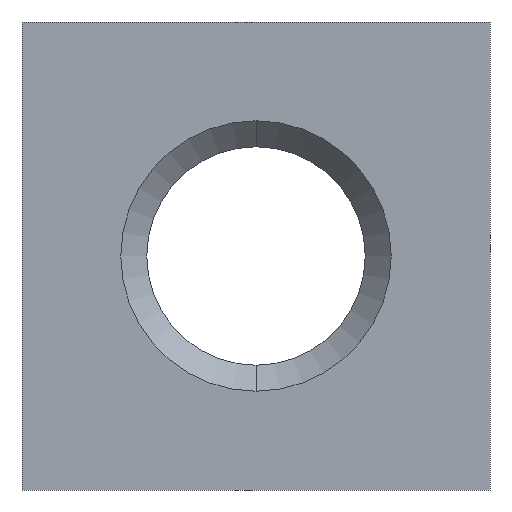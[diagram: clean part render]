
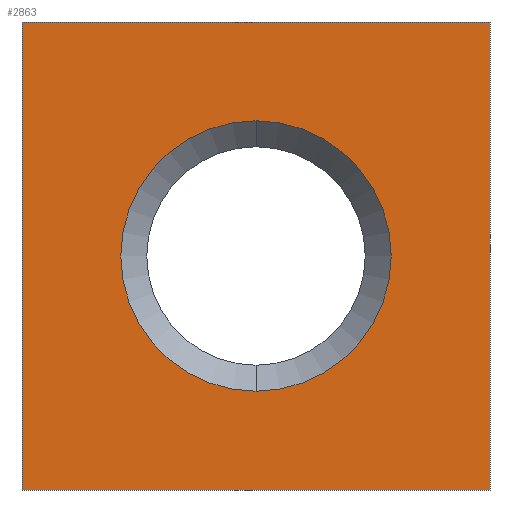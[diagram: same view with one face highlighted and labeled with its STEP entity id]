
A CAD part, front view. The second image highlights one B-rep face of the part: STEP entity #2863.
In plain terms, the highlighted planar face has unit normal (0, -1, 0).
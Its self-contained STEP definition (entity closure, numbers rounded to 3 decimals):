
#198 = CARTESIAN_POINT ( 'NONE',  ( -4.5, 0., 4.5 ) ) ;
#274 = CARTESIAN_POINT ( 'NONE',  ( 0., 0., 2.6 ) ) ;
#421 = AXIS2_PLACEMENT_3D ( 'NONE', #457, #1541, #1540 ) ;
#430 = CIRCLE ( 'NONE', #421, 2.6 ) ;
#432 = VECTOR ( 'NONE', #461, 1000. ) ;
#433 = VECTOR ( 'NONE', #1544, 1000. ) ;
#442 = VECTOR ( 'NONE', #459, 1000. ) ;
#448 = VECTOR ( 'NONE', #1557, 1000. ) ;
#457 = CARTESIAN_POINT ( 'NONE',  ( 0., 0., 0. ) ) ;
#459 = DIRECTION ( 'NONE',  ( 0., 0., -1. ) ) ;
#461 = DIRECTION ( 'NONE',  ( -1., 0., 0. ) ) ;
#462 = CARTESIAN_POINT ( 'NONE',  ( -4.5, 0., -4.5 ) ) ;
#463 = LINE ( 'NONE', #462, #432 ) ;
#467 = LINE ( 'NONE', #1558, #448 ) ;
#488 = DIRECTION ( 'NONE',  ( 0., 0., -1. ) ) ;
#491 = DIRECTION ( 'NONE',  ( 0., 1., 0. ) ) ;
#898 = CARTESIAN_POINT ( 'NONE',  ( 4.5, 0., 4.5 ) ) ;
#899 = CARTESIAN_POINT ( 'NONE',  ( -4.5, 0., -4.5 ) ) ;
#900 = CARTESIAN_POINT ( 'NONE',  ( 0., 0., -2.6 ) ) ;
#906 = CARTESIAN_POINT ( 'NONE',  ( 4.5, 0., -4.5 ) ) ;
#1108 = ORIENTED_EDGE ( 'NONE', *, *, #1983, .T. ) ;
#1109 = ORIENTED_EDGE ( 'NONE', *, *, #2006, .T. ) ;
#1111 = ORIENTED_EDGE ( 'NONE', *, *, #1998, .F. ) ;
#1112 = ORIENTED_EDGE ( 'NONE', *, *, #2005, .F. ) ;
#1113 = ORIENTED_EDGE ( 'NONE', *, *, #2003, .F. ) ;
#1114 = ORIENTED_EDGE ( 'NONE', *, *, #2001, .F. ) ;
#1201 = VERTEX_POINT ( 'NONE', #906 ) ;
#1206 = VERTEX_POINT ( 'NONE', #900 ) ;
#1207 = VERTEX_POINT ( 'NONE', #899 ) ;
#1208 = VERTEX_POINT ( 'NONE', #898 ) ;
#1255 = VERTEX_POINT ( 'NONE', #198 ) ;
#1282 = VERTEX_POINT ( 'NONE', #274 ) ;
#1407 = EDGE_LOOP ( 'NONE', ( #1108, #1109 ) ) ;
#1409 = EDGE_LOOP ( 'NONE', ( #1111, #1112, #1113, #1114 ) ) ;
#1540 = DIRECTION ( 'NONE',  ( 0., 0., -1. ) ) ;
#1541 = DIRECTION ( 'NONE',  ( 0., 1., 0. ) ) ;
#1544 = DIRECTION ( 'NONE',  ( 0., 0., 1. ) ) ;
#1546 = CARTESIAN_POINT ( 'NONE',  ( -4.5, 0., 4.5 ) ) ;
#1557 = DIRECTION ( 'NONE',  ( 1., 0., 0. ) ) ;
#1558 = CARTESIAN_POINT ( 'NONE',  ( -4.5, 0., 4.5 ) ) ;
#1559 = CARTESIAN_POINT ( 'NONE',  ( 0., 0., 0. ) ) ;
#1595 = CARTESIAN_POINT ( 'NONE',  ( 4.5, 0., 4.5 ) ) ;
#1596 = LINE ( 'NONE', #1546, #433 ) ;
#1597 = LINE ( 'NONE', #1595, #442 ) ;
#1983 = EDGE_CURVE ( 'NONE', #1206, #1282, #2946, .T. ) ;
#1998 = EDGE_CURVE ( 'NONE', #1208, #1201, #1597, .T. ) ;
#2001 = EDGE_CURVE ( 'NONE', #1201, #1207, #463, .T. ) ;
#2003 = EDGE_CURVE ( 'NONE', #1207, #1255, #1596, .T. ) ;
#2005 = EDGE_CURVE ( 'NONE', #1255, #1208, #467, .T. ) ;
#2006 = EDGE_CURVE ( 'NONE', #1282, #1206, #430, .T. ) ;
#2250 = AXIS2_PLACEMENT_3D ( 'NONE', #2544, #2556, #2557 ) ;
#2544 = CARTESIAN_POINT ( 'NONE',  ( 4.5, 0., -4.5 ) ) ;
#2549 = FACE_OUTER_BOUND ( 'NONE', #1409, .T. ) ;
#2553 = FACE_BOUND ( 'NONE', #1407, .T. ) ;
#2554 = PLANE ( 'NONE',  #2250 ) ;
#2556 = DIRECTION ( 'NONE',  ( 0., -1., 0. ) ) ;
#2557 = DIRECTION ( 'NONE',  ( 0., 0., -1. ) ) ;
#2863 = ADVANCED_FACE ( 'NONE', ( #2553, #2549 ), #2554, .T. ) ;
#2941 = AXIS2_PLACEMENT_3D ( 'NONE', #1559, #491, #488 ) ;
#2946 = CIRCLE ( 'NONE', #2941, 2.6 ) ;
